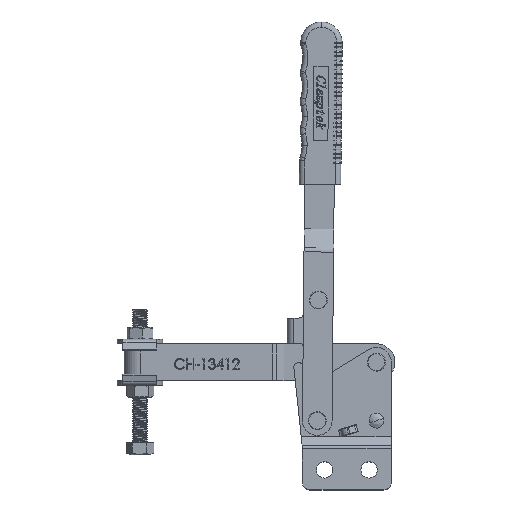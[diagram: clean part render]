
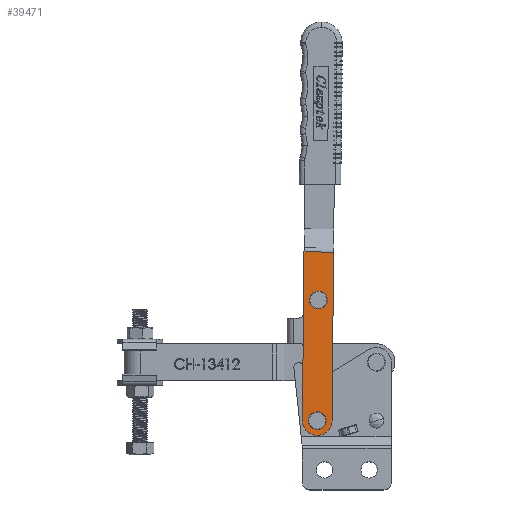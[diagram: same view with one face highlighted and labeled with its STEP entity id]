
A CAD part, top view. The second image highlights one B-rep face of the part: STEP entity #39471.
In plain terms, the highlighted face is planar.
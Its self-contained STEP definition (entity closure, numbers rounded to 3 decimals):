
#39270 = VERTEX_POINT ( 'NONE', #63748 ) ;
#39273 = VERTEX_POINT ( 'NONE', #63751 ) ;
#39292 = VERTEX_POINT ( 'NONE', #63784 ) ;
#39303 = VERTEX_POINT ( 'NONE', #63765 ) ;
#39342 = VERTEX_POINT ( 'NONE', #63904 ) ;
#39348 = EDGE_LOOP ( 'NONE', ( #39474, #39472 ) ) ;
#39385 = EDGE_CURVE ( 'NONE', #39303, #39292, #63924, .T. ) ;
#39386 = VERTEX_POINT ( 'NONE', #63914 ) ;
#39390 = EDGE_CURVE ( 'NONE', #39270, #39273, #63676, .T. ) ;
#39414 = EDGE_CURVE ( 'NONE', #39292, #39303, #63957, .T. ) ;
#39421 = EDGE_CURVE ( 'NONE', #39488, #39456, #63997, .T. ) ;
#39431 = ORIENTED_EDGE ( 'NONE', *, *, #39492, .F. ) ;
#39451 = EDGE_CURVE ( 'NONE', #39342, #39456, #64031, .T. ) ;
#39453 = ORIENTED_EDGE ( 'NONE', *, *, #39390, .F. ) ;
#39455 = EDGE_CURVE ( 'NONE', #39386, #39459, #64025, .T. ) ;
#39456 = VERTEX_POINT ( 'NONE', #64032 ) ;
#39457 = ORIENTED_EDGE ( 'NONE', *, *, #39495, .T. ) ;
#39458 = ORIENTED_EDGE ( 'NONE', *, *, #39451, .T. ) ;
#39459 = VERTEX_POINT ( 'NONE', #63976 ) ;
#39465 = ORIENTED_EDGE ( 'NONE', *, *, #39479, .F. ) ;
#39469 = EDGE_LOOP ( 'NONE', ( #39465, #39453 ) ) ;
#39471 = ADVANCED_FACE ( 'NONE', ( #64020, #64018, #64026 ), #64019, .F. ) ;
#39472 = ORIENTED_EDGE ( 'NONE', *, *, #39414, .F. ) ;
#39474 = ORIENTED_EDGE ( 'NONE', *, *, #39385, .F. ) ;
#39476 = EDGE_LOOP ( 'NONE', ( #39478, #39457, #39458, #39570, #39431 ) ) ;
#39478 = ORIENTED_EDGE ( 'NONE', *, *, #39455, .T. ) ;
#39479 = EDGE_CURVE ( 'NONE', #39273, #39270, #64016, .T. ) ;
#39488 = VERTEX_POINT ( 'NONE', #64005 ) ;
#39492 = EDGE_CURVE ( 'NONE', #39386, #39488, #64006, .T. ) ;
#39495 = EDGE_CURVE ( 'NONE', #39459, #39342, #64051, .T. ) ;
#39570 = ORIENTED_EDGE ( 'NONE', *, *, #39421, .F. ) ;
#63673 = DIRECTION ( 'NONE',  ( 0., 0., -1. ) ) ;
#63674 = DIRECTION ( 'NONE',  ( 0., -1., 0. ) ) ;
#63675 = AXIS2_PLACEMENT_3D ( 'NONE', #63690, #63674, #63673 ) ;
#63676 = CIRCLE ( 'NONE', #63675, 4. ) ;
#63690 = CARTESIAN_POINT ( 'NONE',  ( 10., 0., 10. ) ) ;
#63748 = CARTESIAN_POINT ( 'NONE',  ( 10., 0., 14. ) ) ;
#63751 = CARTESIAN_POINT ( 'NONE',  ( 10., 0., 6. ) ) ;
#63765 = CARTESIAN_POINT ( 'NONE',  ( 91.5, 0., 6. ) ) ;
#63784 = CARTESIAN_POINT ( 'NONE',  ( 91.5, 0., 14. ) ) ;
#63904 = CARTESIAN_POINT ( 'NONE',  ( 10., 0., 0. ) ) ;
#63912 = DIRECTION ( 'NONE',  ( 0., 0., -1. ) ) ;
#63913 = DIRECTION ( 'NONE',  ( 0., -1., 0. ) ) ;
#63914 = CARTESIAN_POINT ( 'NONE',  ( 10., 0., 20. ) ) ;
#63920 = AXIS2_PLACEMENT_3D ( 'NONE', #63929, #63913, #63912 ) ;
#63924 = CIRCLE ( 'NONE', #63920, 4. ) ;
#63929 = CARTESIAN_POINT ( 'NONE',  ( 91.5, 0., 10. ) ) ;
#63941 = DIRECTION ( 'NONE',  ( 0., 0., -1. ) ) ;
#63942 = DIRECTION ( 'NONE',  ( 0., -1., 0. ) ) ;
#63943 = CARTESIAN_POINT ( 'NONE',  ( 91.5, 0., 10. ) ) ;
#63944 = AXIS2_PLACEMENT_3D ( 'NONE', #63943, #63942, #63941 ) ;
#63957 = CIRCLE ( 'NONE', #63944, 4. ) ;
#63976 = CARTESIAN_POINT ( 'NONE',  ( 0., 0., 10. ) ) ;
#63992 = DIRECTION ( 'NONE',  ( 0., 0., -1. ) ) ;
#63993 = VECTOR ( 'NONE', #63992, 1000. ) ;
#63996 = CARTESIAN_POINT ( 'NONE',  ( 124., 0., 20. ) ) ;
#63997 = LINE ( 'NONE', #63996, #63993 ) ;
#64005 = CARTESIAN_POINT ( 'NONE',  ( 124., 0., 20. ) ) ;
#64006 = LINE ( 'NONE', #64054, #64053 ) ;
#64008 = AXIS2_PLACEMENT_3D ( 'NONE', #64049, #64042, #64041 ) ;
#64009 = DIRECTION ( 'NONE',  ( 0., 0., -1. ) ) ;
#64010 = DIRECTION ( 'NONE',  ( 0., -1., 0. ) ) ;
#64011 = CARTESIAN_POINT ( 'NONE',  ( 10., 0., 10. ) ) ;
#64012 = AXIS2_PLACEMENT_3D ( 'NONE', #64011, #64010, #64009 ) ;
#64014 = DIRECTION ( 'NONE',  ( 0., 0., 1. ) ) ;
#64015 = DIRECTION ( 'NONE',  ( 0., 1., 0. ) ) ;
#64016 = CIRCLE ( 'NONE', #64012, 4. ) ;
#64017 = AXIS2_PLACEMENT_3D ( 'NONE', #64027, #64015, #64014 ) ;
#64018 = FACE_BOUND ( 'NONE', #39469, .T. ) ;
#64019 = PLANE ( 'NONE',  #64017 ) ;
#64020 = FACE_BOUND ( 'NONE', #39348, .T. ) ;
#64021 = DIRECTION ( 'NONE',  ( 0., 0., 1. ) ) ;
#64022 = DIRECTION ( 'NONE',  ( 0., -1., 0. ) ) ;
#64023 = CARTESIAN_POINT ( 'NONE',  ( 10., 0., 10. ) ) ;
#64024 = AXIS2_PLACEMENT_3D ( 'NONE', #64023, #64022, #64021 ) ;
#64025 = CIRCLE ( 'NONE', #64024, 10. ) ;
#64026 = FACE_OUTER_BOUND ( 'NONE', #39476, .T. ) ;
#64027 = CARTESIAN_POINT ( 'NONE',  ( 0., 0., 20. ) ) ;
#64028 = DIRECTION ( 'NONE',  ( 1., 0., 0. ) ) ;
#64029 = VECTOR ( 'NONE', #64028, 1000. ) ;
#64030 = CARTESIAN_POINT ( 'NONE',  ( 0., 0., 0. ) ) ;
#64031 = LINE ( 'NONE', #64030, #64029 ) ;
#64032 = CARTESIAN_POINT ( 'NONE',  ( 124., 0., 0. ) ) ;
#64041 = DIRECTION ( 'NONE',  ( 0., 0., 1. ) ) ;
#64042 = DIRECTION ( 'NONE',  ( 0., -1., 0. ) ) ;
#64049 = CARTESIAN_POINT ( 'NONE',  ( 10., 0., 10. ) ) ;
#64051 = CIRCLE ( 'NONE', #64008, 10. ) ;
#64052 = DIRECTION ( 'NONE',  ( 1., 0., 0. ) ) ;
#64053 = VECTOR ( 'NONE', #64052, 1000. ) ;
#64054 = CARTESIAN_POINT ( 'NONE',  ( 0., 0., 20. ) ) ;
